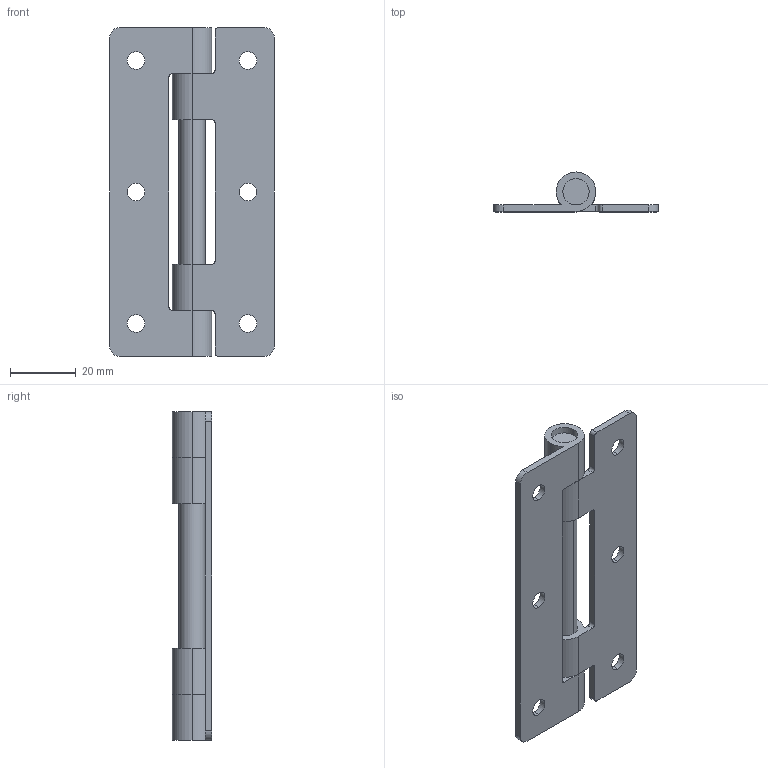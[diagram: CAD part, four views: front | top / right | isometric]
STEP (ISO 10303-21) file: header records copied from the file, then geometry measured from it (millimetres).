
FILE_DESCRIPTION (( 'STEP AP203' ), '1' );
FILE_NAME ('sone3D.STEP', '2017-01-11T07:38:38', ( '' ), ( '' ), 'SwSTEP 2.0', 'SolidWorks 2014', '' );
FILE_SCHEMA (( 'CONFIG_CONTROL_DESIGN' ));
Length unit declared in the file: millimetre
Products named in the file (4): B-1246-2羽根A_; B-1246-2羽根B_; B-1246-2軸_; sone3D
Assembly tree (3 placements, depth 2):
  sone3D
    B-1246-2羽根A_
    B-1246-2羽根B_
    B-1246-2軸_
Bounding box: 50 x 12 x 100 mm (x, y, z)
Volume: 15702.7 mm3; surface area: 14784.1 mm2
Topology: 3 solids, 3 shells, 68 faces, 186 edges, 124 vertices
Faces by surface type: cylinder 46, plane 22
Entity records: 2656 total; most frequent: DIRECTION 426, CARTESIAN_POINT 384, ORIENTED_EDGE 372, EDGE_CURVE 186, AXIS2_PLACEMENT_3D 166, VERTEX_POINT 124, LINE 94, VECTOR 94
